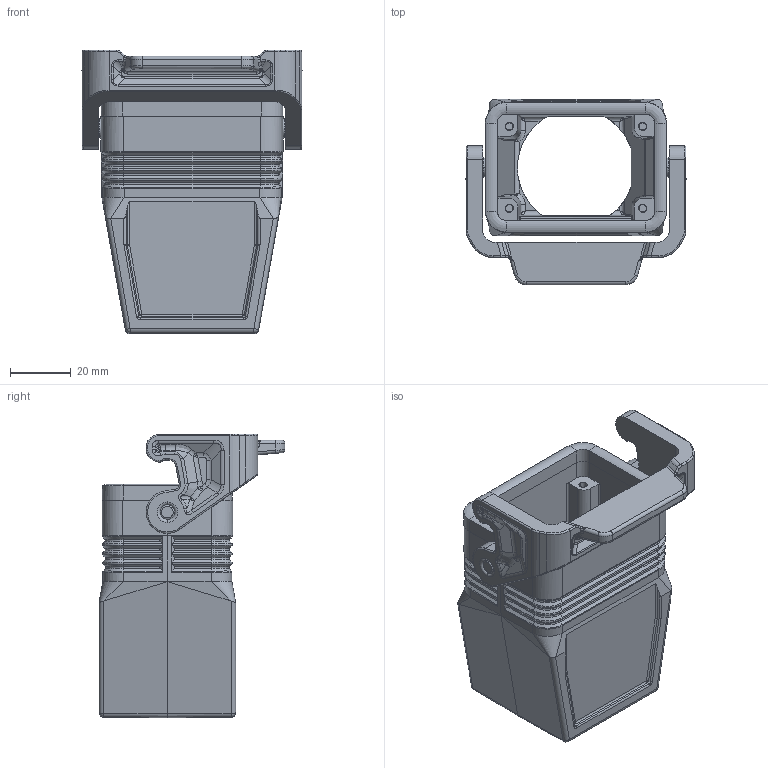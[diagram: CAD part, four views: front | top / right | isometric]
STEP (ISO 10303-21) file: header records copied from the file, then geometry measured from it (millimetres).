
FILE_DESCRIPTION(('Creo Elements/Direct Modeling STEP Export'),'2;1');
FILE_NAME('0ln7uvk5tno70os968','2023-11-15T16:28:06',(''),(''),'Creo Elements/Direct Modeling STEP processor for AP214 (Solid Model)','Creo Elements/Direct Modeling 20.1B 02-Apr-2019 (C) Parametric Technology GmbH','');
FILE_SCHEMA(('AUTOMOTIVE_DESIGN { 1 0 10303 214 1 1 1 1 }'));
Products named in the file (2): JMPFV 06LG40
Assembly tree (1 placements, depth 2):
  JMPFV 06LG40
    JMPFV 06LG40
Bounding box: 72.57 x 61.25 x 93.45 mm (x, y, z)
Volume: 76843.5 mm3; surface area: 36626.7 mm2
Topology: 1 solids, 1 shells, 858 faces, 2058 edges, 1201 vertices
Faces by surface type: cylinder 282, bspline 256, plane 254, torus 38, cone 16, sphere 12
Entity records: 63876 total; most frequent: CARTESIAN_POINT 40197, ORIENTED_EDGE 4088, DIRECTION 2711, EDGE_CURVE 2044, VERTEX_POINT 1201, AXIS2_PLACEMENT_3D 940, EDGE_LOOP 875, FACE_OUTER_BOUND 858
